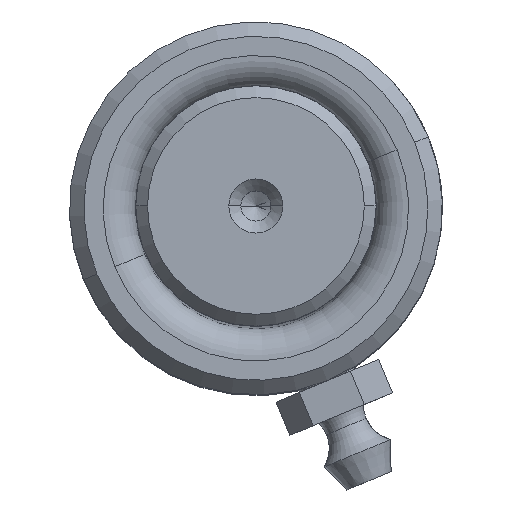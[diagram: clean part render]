
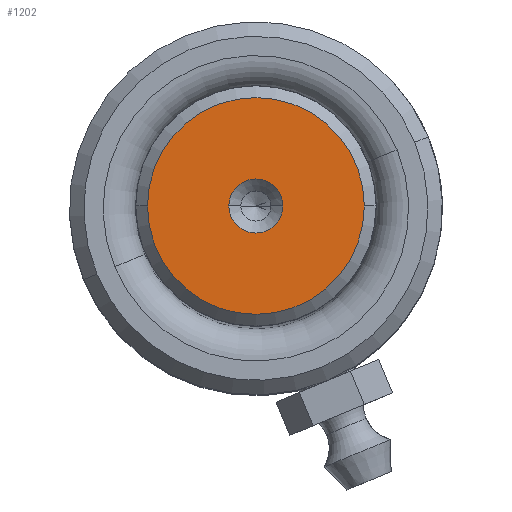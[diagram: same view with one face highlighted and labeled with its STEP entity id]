
A CAD part, top view. The second image highlights one B-rep face of the part: STEP entity #1202.
In plain terms, the highlighted planar face has unit normal (0, 0, 1).
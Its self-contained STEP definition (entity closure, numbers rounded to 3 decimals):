
#532 = CARTESIAN_POINT ( 'NONE',  ( 0., 0., 160. ) ) ;
#673 = DIRECTION ( 'NONE',  ( 1., 0., 0. ) ) ;
#992 = DIRECTION ( 'NONE',  ( 0., 0., 1. ) ) ;
#1141 = CIRCLE ( 'NONE', #4582, 2.25 ) ;
#1202 = ADVANCED_FACE ( 'NONE', ( #4945, #4270 ), #3385, .T. ) ;
#1267 = CARTESIAN_POINT ( 'NONE',  ( 0., 0., 160. ) ) ;
#1701 = CARTESIAN_POINT ( 'NONE',  ( -2.25, 0., 160. ) ) ;
#2107 = CIRCLE ( 'NONE', #2888, 2.25 ) ;
#2159 = ORIENTED_EDGE ( 'NONE', *, *, #6288, .T. ) ;
#2219 = DIRECTION ( 'NONE',  ( 0., 0., 1. ) ) ;
#2240 = VERTEX_POINT ( 'NONE', #5082 ) ;
#2590 = CIRCLE ( 'NONE', #5439, 9.009 ) ;
#2798 = AXIS2_PLACEMENT_3D ( 'NONE', #1267, #5089, #673 ) ;
#2821 = VERTEX_POINT ( 'NONE', #3760 ) ;
#2888 = AXIS2_PLACEMENT_3D ( 'NONE', #4271, #992, #6439 ) ;
#2964 = CARTESIAN_POINT ( 'NONE',  ( -9.009, 0., 160. ) ) ;
#3074 = VERTEX_POINT ( 'NONE', #1701 ) ;
#3173 = CARTESIAN_POINT ( 'NONE',  ( 0., 0., 160. ) ) ;
#3385 = PLANE ( 'NONE',  #2798 ) ;
#3760 = CARTESIAN_POINT ( 'NONE',  ( 2.25, 0., 160. ) ) ;
#4071 = VERTEX_POINT ( 'NONE', #2964 ) ;
#4270 = FACE_OUTER_BOUND ( 'NONE', #4377, .T. ) ;
#4271 = CARTESIAN_POINT ( 'NONE',  ( 0., 0., 160. ) ) ;
#4377 = EDGE_LOOP ( 'NONE', ( #4923, #2159 ) ) ;
#4398 = EDGE_LOOP ( 'NONE', ( #6571, #5484 ) ) ;
#4582 = AXIS2_PLACEMENT_3D ( 'NONE', #3173, #5867, #6435 ) ;
#4840 = DIRECTION ( 'NONE',  ( 1., 0., 0. ) ) ;
#4923 = ORIENTED_EDGE ( 'NONE', *, *, #4932, .T. ) ;
#4932 = EDGE_CURVE ( 'NONE', #4071, #2240, #2590, .T. ) ;
#4945 = FACE_BOUND ( 'NONE', #4398, .T. ) ;
#5082 = CARTESIAN_POINT ( 'NONE',  ( 9.009, 0., 160. ) ) ;
#5089 = DIRECTION ( 'NONE',  ( 0., 0., 1. ) ) ;
#5439 = AXIS2_PLACEMENT_3D ( 'NONE', #5874, #6391, #6368 ) ;
#5484 = ORIENTED_EDGE ( 'NONE', *, *, #6659, .F. ) ;
#5578 = CIRCLE ( 'NONE', #5668, 9.009 ) ;
#5668 = AXIS2_PLACEMENT_3D ( 'NONE', #532, #2219, #4840 ) ;
#5867 = DIRECTION ( 'NONE',  ( 0., 0., 1. ) ) ;
#5874 = CARTESIAN_POINT ( 'NONE',  ( 0., 0., 160. ) ) ;
#6145 = EDGE_CURVE ( 'NONE', #2821, #3074, #2107, .T. ) ;
#6288 = EDGE_CURVE ( 'NONE', #2240, #4071, #5578, .T. ) ;
#6368 = DIRECTION ( 'NONE',  ( 1., 0., 0. ) ) ;
#6391 = DIRECTION ( 'NONE',  ( 0., 0., 1. ) ) ;
#6435 = DIRECTION ( 'NONE',  ( 1., 0., 0. ) ) ;
#6439 = DIRECTION ( 'NONE',  ( 1., 0., 0. ) ) ;
#6571 = ORIENTED_EDGE ( 'NONE', *, *, #6145, .F. ) ;
#6659 = EDGE_CURVE ( 'NONE', #3074, #2821, #1141, .T. ) ;
